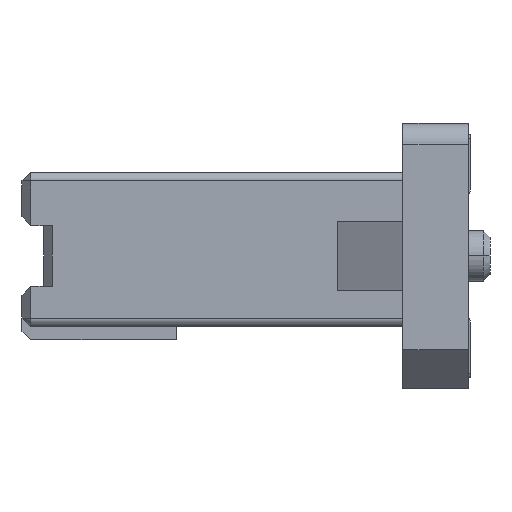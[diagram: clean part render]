
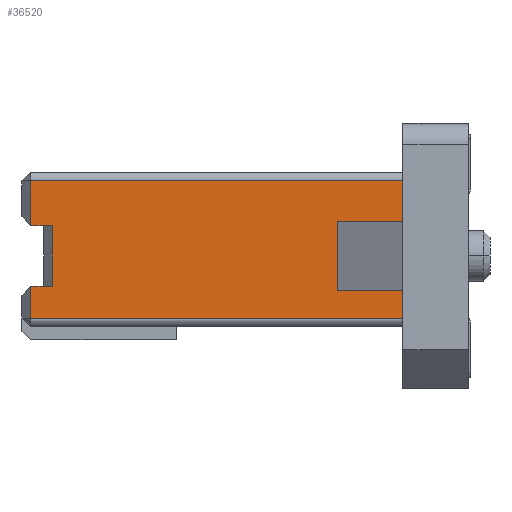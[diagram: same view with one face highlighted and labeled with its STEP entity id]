
A CAD part, left-side view. The second image highlights one B-rep face of the part: STEP entity #36520.
In plain terms, the highlighted planar face has unit normal (-1, 0, 0).
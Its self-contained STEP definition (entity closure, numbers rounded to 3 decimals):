
#360 = VECTOR ( 'NONE', #7376, 1000. ) ;
#384 = CARTESIAN_POINT ( 'NONE',  ( -8.05, 1.5, -1.425 ) ) ;
#722 = LINE ( 'NONE', #9318, #35667 ) ;
#909 = CARTESIAN_POINT ( 'NONE',  ( -8.05, 5.775, 0.15 ) ) ;
#1301 = DIRECTION ( 'NONE',  ( 1., 0., 0. ) ) ;
#2183 = CARTESIAN_POINT ( 'NONE',  ( -8.05, 10.05, -1.425 ) ) ;
#2212 = LINE ( 'NONE', #35117, #17770 ) ;
#2716 = DIRECTION ( 'NONE',  ( 0., 0., 1. ) ) ;
#2871 = EDGE_CURVE ( 'NONE', #31018, #17490, #17089, .T. ) ;
#4290 = VECTOR ( 'NONE', #8138, 1000. ) ;
#5054 = VERTEX_POINT ( 'NONE', #36433 ) ;
#6182 = VECTOR ( 'NONE', #21135, 1000. ) ;
#6220 = EDGE_CURVE ( 'NONE', #5054, #13763, #32531, .T. ) ;
#6753 = EDGE_CURVE ( 'NONE', #18025, #34889, #722, .T. ) ;
#7376 = DIRECTION ( 'NONE',  ( 0., 0., -1. ) ) ;
#7845 = EDGE_CURVE ( 'NONE', #29711, #32913, #12248, .T. ) ;
#8138 = DIRECTION ( 'NONE',  ( 0., 1., 0. ) ) ;
#8146 = VERTEX_POINT ( 'NONE', #31870 ) ;
#8455 = DIRECTION ( 'NONE',  ( 0., 1., 0. ) ) ;
#8543 = CARTESIAN_POINT ( 'NONE',  ( -8.05, 9.55, -0.7 ) ) ;
#9318 = CARTESIAN_POINT ( 'NONE',  ( -8.05, 1.5, 1.725 ) ) ;
#9679 = LINE ( 'NONE', #33041, #22360 ) ;
#10504 = CARTESIAN_POINT ( 'NONE',  ( -8.05, 1.5, 0.8 ) ) ;
#11256 = VERTEX_POINT ( 'NONE', #11338 ) ;
#11338 = CARTESIAN_POINT ( 'NONE',  ( -8.05, 10.05, -1.425 ) ) ;
#11591 = CARTESIAN_POINT ( 'NONE',  ( -8.05, 3., 0.8 ) ) ;
#11680 = VERTEX_POINT ( 'NONE', #13363 ) ;
#12248 = LINE ( 'NONE', #8543, #14543 ) ;
#12273 = CARTESIAN_POINT ( 'NONE',  ( -8.05, 10.05, 0.7 ) ) ;
#12826 = ORIENTED_EDGE ( 'NONE', *, *, #6220, .T. ) ;
#12985 = CARTESIAN_POINT ( 'NONE',  ( -8.05, 1.5, 0.8 ) ) ;
#13014 = DIRECTION ( 'NONE',  ( 0., 1., 0. ) ) ;
#13016 = PLANE ( 'NONE',  #18006 ) ;
#13251 = VECTOR ( 'NONE', #2716, 1000. ) ;
#13363 = CARTESIAN_POINT ( 'NONE',  ( -8.05, 10.05, -0.7 ) ) ;
#13763 = VERTEX_POINT ( 'NONE', #31891 ) ;
#14277 = DIRECTION ( 'NONE',  ( 0., 0., 1. ) ) ;
#14334 = CARTESIAN_POINT ( 'NONE',  ( -8.05, 1.5, 0.8 ) ) ;
#14543 = VECTOR ( 'NONE', #29951, 1000. ) ;
#15313 = CARTESIAN_POINT ( 'NONE',  ( -8.05, 10.05, -1.425 ) ) ;
#16379 = DIRECTION ( 'NONE',  ( 0., 0., -1. ) ) ;
#16580 = CARTESIAN_POINT ( 'NONE',  ( -8.05, 10.05, 1.725 ) ) ;
#17089 = LINE ( 'NONE', #28959, #360 ) ;
#17490 = VERTEX_POINT ( 'NONE', #29417 ) ;
#17770 = VECTOR ( 'NONE', #8455, 1000. ) ;
#18006 = AXIS2_PLACEMENT_3D ( 'NONE', #909, #1301, #36758 ) ;
#18025 = VERTEX_POINT ( 'NONE', #33986 ) ;
#18176 = EDGE_CURVE ( 'NONE', #13763, #17490, #2212, .T. ) ;
#18284 = EDGE_LOOP ( 'NONE', ( #36917, #35952, #33548, #12826, #37266, #37950, #27924, #20040, #36006, #37235, #24086, #26119 ) ) ;
#18497 = DIRECTION ( 'NONE',  ( 0., -1., 0. ) ) ;
#18850 = FACE_OUTER_BOUND ( 'NONE', #18284, .T. ) ;
#19137 = VECTOR ( 'NONE', #16379, 1000. ) ;
#20040 = ORIENTED_EDGE ( 'NONE', *, *, #24329, .T. ) ;
#21135 = DIRECTION ( 'NONE',  ( 0., -1., 0. ) ) ;
#21313 = CARTESIAN_POINT ( 'NONE',  ( -8.05, 10.05, 1.725 ) ) ;
#21694 = LINE ( 'NONE', #16580, #19137 ) ;
#22360 = VECTOR ( 'NONE', #36151, 1000. ) ;
#23478 = LINE ( 'NONE', #15313, #6182 ) ;
#23642 = CARTESIAN_POINT ( 'NONE',  ( -8.05, 9.55, -0.7 ) ) ;
#24086 = ORIENTED_EDGE ( 'NONE', *, *, #25577, .T. ) ;
#24329 = EDGE_CURVE ( 'NONE', #36721, #18025, #25032, .T. ) ;
#24734 = VECTOR ( 'NONE', #27564, 1000. ) ;
#25032 = LINE ( 'NONE', #12985, #24734 ) ;
#25577 = EDGE_CURVE ( 'NONE', #8146, #32913, #30949, .T. ) ;
#25715 = EDGE_CURVE ( 'NONE', #36721, #31018, #31130, .T. ) ;
#25983 = EDGE_CURVE ( 'NONE', #29711, #11680, #9679, .T. ) ;
#26119 = ORIENTED_EDGE ( 'NONE', *, *, #7845, .F. ) ;
#27564 = DIRECTION ( 'NONE',  ( 0., 0., 1. ) ) ;
#27924 = ORIENTED_EDGE ( 'NONE', *, *, #25715, .F. ) ;
#28293 = LINE ( 'NONE', #2183, #33346 ) ;
#28959 = CARTESIAN_POINT ( 'NONE',  ( -8.05, 3., 0.8 ) ) ;
#29417 = CARTESIAN_POINT ( 'NONE',  ( -8.05, 3., -0.8 ) ) ;
#29711 = VERTEX_POINT ( 'NONE', #23642 ) ;
#29796 = CARTESIAN_POINT ( 'NONE',  ( -8.05, 9.55, 0.7 ) ) ;
#29951 = DIRECTION ( 'NONE',  ( 0., 0., 1. ) ) ;
#30949 = LINE ( 'NONE', #12273, #37262 ) ;
#31018 = VERTEX_POINT ( 'NONE', #11591 ) ;
#31130 = LINE ( 'NONE', #10504, #4290 ) ;
#31267 = EDGE_CURVE ( 'NONE', #11256, #11680, #28293, .T. ) ;
#31870 = CARTESIAN_POINT ( 'NONE',  ( -8.05, 10.05, 0.7 ) ) ;
#31891 = CARTESIAN_POINT ( 'NONE',  ( -8.05, 1.5, -0.8 ) ) ;
#32531 = LINE ( 'NONE', #384, #13251 ) ;
#32623 = EDGE_CURVE ( 'NONE', #34889, #8146, #21694, .T. ) ;
#32913 = VERTEX_POINT ( 'NONE', #29796 ) ;
#33041 = CARTESIAN_POINT ( 'NONE',  ( -8.05, 9.55, -0.7 ) ) ;
#33346 = VECTOR ( 'NONE', #14277, 1000. ) ;
#33548 = ORIENTED_EDGE ( 'NONE', *, *, #38033, .T. ) ;
#33986 = CARTESIAN_POINT ( 'NONE',  ( -8.05, 1.5, 1.725 ) ) ;
#34889 = VERTEX_POINT ( 'NONE', #21313 ) ;
#35117 = CARTESIAN_POINT ( 'NONE',  ( -8.05, 1.5, -0.8 ) ) ;
#35667 = VECTOR ( 'NONE', #13014, 1000. ) ;
#35952 = ORIENTED_EDGE ( 'NONE', *, *, #31267, .F. ) ;
#36006 = ORIENTED_EDGE ( 'NONE', *, *, #6753, .T. ) ;
#36151 = DIRECTION ( 'NONE',  ( 0., 1., 0. ) ) ;
#36433 = CARTESIAN_POINT ( 'NONE',  ( -8.05, 1.5, -1.425 ) ) ;
#36520 = ADVANCED_FACE ( 'NONE', ( #18850 ), #13016, .F. ) ;
#36721 = VERTEX_POINT ( 'NONE', #14334 ) ;
#36758 = DIRECTION ( 'NONE',  ( 0., 1., 0. ) ) ;
#36917 = ORIENTED_EDGE ( 'NONE', *, *, #25983, .T. ) ;
#37235 = ORIENTED_EDGE ( 'NONE', *, *, #32623, .T. ) ;
#37262 = VECTOR ( 'NONE', #18497, 1000. ) ;
#37266 = ORIENTED_EDGE ( 'NONE', *, *, #18176, .T. ) ;
#37950 = ORIENTED_EDGE ( 'NONE', *, *, #2871, .F. ) ;
#38033 = EDGE_CURVE ( 'NONE', #11256, #5054, #23478, .T. ) ;
